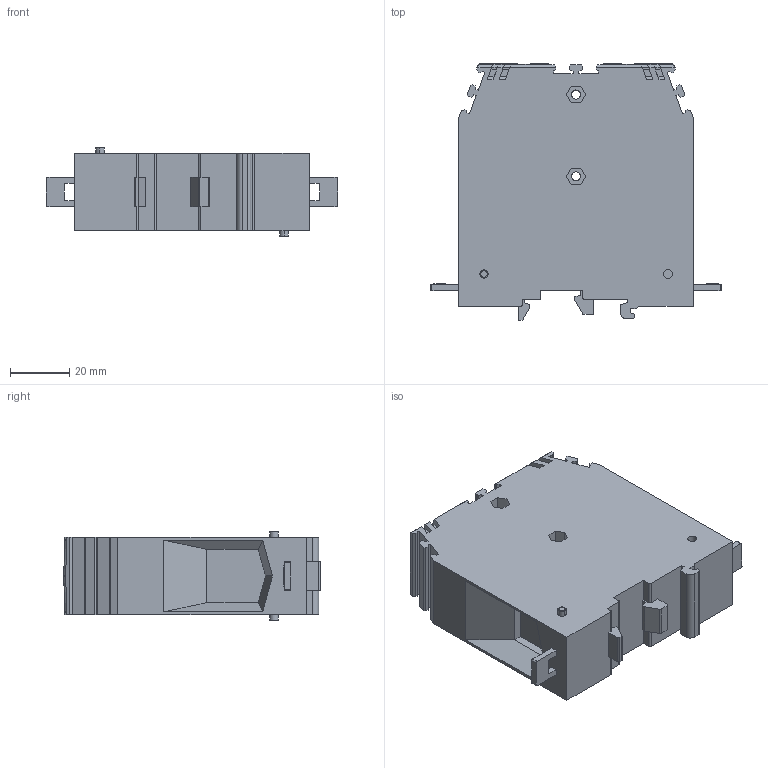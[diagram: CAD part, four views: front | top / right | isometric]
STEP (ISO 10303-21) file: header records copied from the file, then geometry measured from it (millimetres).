
FILE_DESCRIPTION((''),'2;1');
FILE_NAME('003903007_ESC-GPA_95_ASM','2022-07-14T10:14:56',('klemen.sitar'),('Audax d.o.o.'),'CREO PARAMETRIC BY PTC INC, 2021304','CREO PARAMETRIC BY PTC INC, 2021304','');
FILE_SCHEMA(('AP242_MANAGED_MODEL_BASED_3D_ENGINEERING_MIM_LF { 1 0 10303 442 1 1 4 }'));
Length unit declared in the file: millimetre
Products named in the file (4): GPA_95-109920_1; GPA95-P1; PRT0001_1; 003903007_ESC-GPA_95_ASM
Assembly tree (4 placements, depth 2):
  003903007_ESC-GPA_95_ASM
    GPA_95-109920_1
    GPA95-P1
    PRT0001_1  x2
Bounding box: 98 x 86.42 x 30 mm (x, y, z)
Volume: 146122.8 mm3; surface area: 26076.7 mm2
Topology: 7 solids, 7 shells, 451 faces, 1246 edges, 821 vertices
Faces by surface type: plane 328, cylinder 79, cone 20, torus 12, bspline 8, sphere 4
Entity records: 20840 total; most frequent: CARTESIAN_POINT 3427, ORIENTED_EDGE 2240, DIRECTION 2091, PRESENTATION_STYLE_ASSIGNMENT 1544, STYLED_ITEM 1544, CURVE_STYLE 1130, EDGE_CURVE 1120, VECTOR 893
